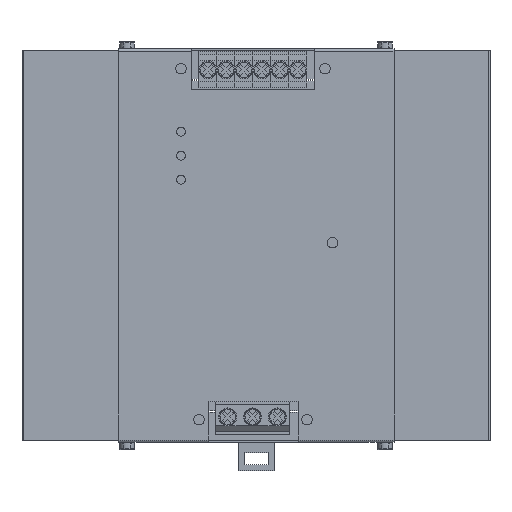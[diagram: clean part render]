
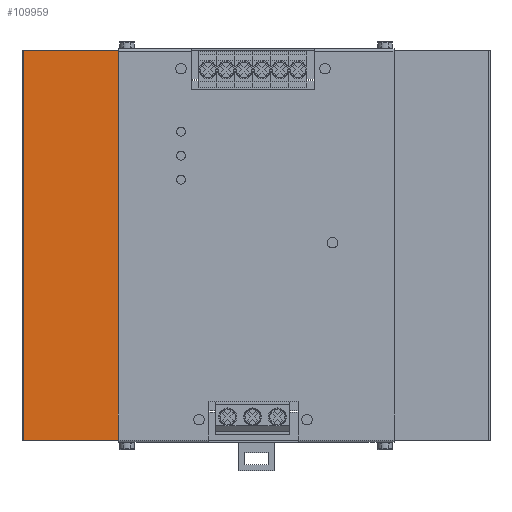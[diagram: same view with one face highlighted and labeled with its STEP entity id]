
A CAD part, front view. The second image highlights one B-rep face of the part: STEP entity #109959.
In plain terms, the highlighted planar face has unit normal (0, -1, 0).
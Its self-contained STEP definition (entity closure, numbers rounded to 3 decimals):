
#7418=FACE_OUTER_BOUND('',#14031,.T.);
#14031=EDGE_LOOP('',(#96119,#96120,#96121,#96122));
#27915=LINE('',#170807,#42415);
#27916=LINE('',#170811,#42416);
#27917=LINE('',#170813,#42417);
#27918=LINE('',#170814,#42418);
#42415=VECTOR('',#140181,1.);
#42416=VECTOR('',#140186,1.);
#42417=VECTOR('',#140187,1.);
#42418=VECTOR('',#140188,1.);
#52743=VERTEX_POINT('',#170804);
#52744=VERTEX_POINT('',#170806);
#52745=VERTEX_POINT('',#170810);
#52746=VERTEX_POINT('',#170812);
#67521=EDGE_CURVE('',#52744,#52743,#27915,.T.);
#67523=EDGE_CURVE('',#52743,#52745,#27916,.T.);
#67524=EDGE_CURVE('',#52746,#52745,#27917,.T.);
#67525=EDGE_CURVE('',#52744,#52746,#27918,.T.);
#96119=ORIENTED_EDGE('',*,*,#67523,.T.);
#96120=ORIENTED_EDGE('',*,*,#67524,.F.);
#96121=ORIENTED_EDGE('',*,*,#67525,.F.);
#96122=ORIENTED_EDGE('',*,*,#67521,.T.);
#104876=PLANE('',#116467);
#109959=ADVANCED_FACE('',(#7418),#104876,.T.);
#116467=AXIS2_PLACEMENT_3D('',#170809,#140184,#140185);
#140181=DIRECTION('',(0.,0.,-1.));
#140184=DIRECTION('center_axis',(0.,-1.,0.));
#140185=DIRECTION('ref_axis',(0.,0.,
-1.));
#140186=DIRECTION('',(1.,0.,0.));
#140187=DIRECTION('',(0.,0.,-1.));
#140188=DIRECTION('',(1.,0.,0.));
#170804=CARTESIAN_POINT('',(1000.874,215.822,-362.979));
#170806=CARTESIAN_POINT('',(1000.874,215.822,-232.979));
#170807=CARTESIAN_POINT('',(1000.874,215.822,-232.979));
#170809=CARTESIAN_POINT('Origin',(1000.874,215.822,-232.979));
#170810=CARTESIAN_POINT('',(1038.374,215.822,-362.979));
#170811=CARTESIAN_POINT('',(1032.374,215.822,-362.979));
#170812=CARTESIAN_POINT('',(1038.374,215.822,-232.979));
#170813=CARTESIAN_POINT('',(1038.374,215.822,-232.979));
#170814=CARTESIAN_POINT('',(1000.874,215.822,-232.979));
